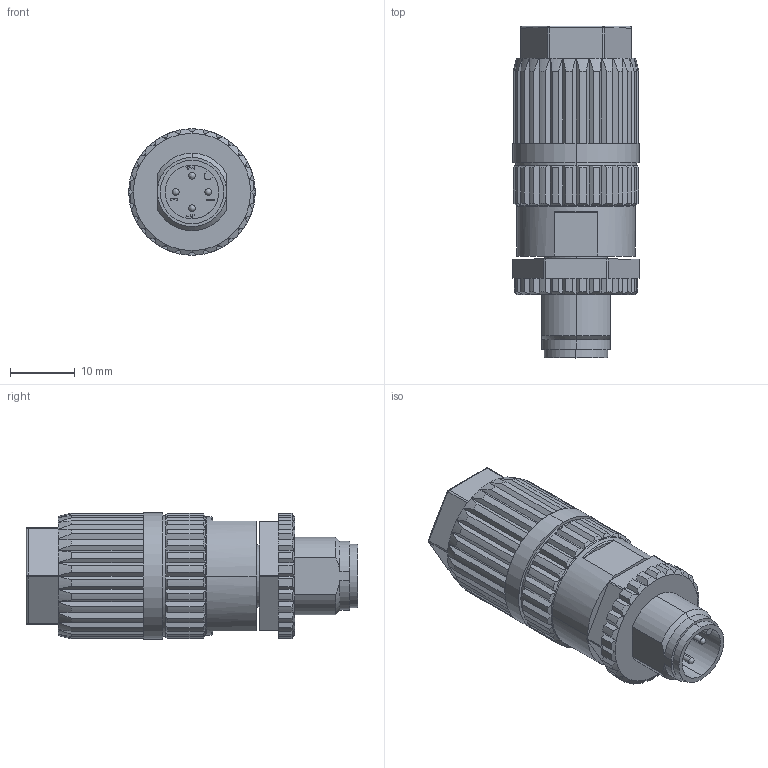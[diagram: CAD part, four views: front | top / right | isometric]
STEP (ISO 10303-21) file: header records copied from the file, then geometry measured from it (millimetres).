
FILE_DESCRIPTION (( 'STEP AP214' ), '1' );
FILE_NAME ('M12FT4AMS.STEP', '2018-08-02T19:46:38', ( '' ), ( '' ), 'SwSTEP 2.0', 'SolidWorks 2017', '' );
FILE_SCHEMA (( 'AUTOMOTIVE_DESIGN' ));
Length unit declared in the file: millimetre
Products named in the file (1): M12FT4AMS
Bounding box: 19.6 x 51.35 x 19.6 mm (x, y, z)
Volume: 11271.3 mm3; surface area: 4544.2 mm2
Topology: 1 solids, 1 shells, 565 faces, 1555 edges, 995 vertices
Faces by surface type: plane 322, cylinder 137, cone 89, bspline 11, sphere 6
Entity records: 19021 total; most frequent: CARTESIAN_POINT 5074, ORIENTED_EDGE 3082, DIRECTION 2713, EDGE_CURVE 1541, VERTEX_POINT 995, AXIS2_PLACEMENT_3D 957, VECTOR 799, LINE 799
